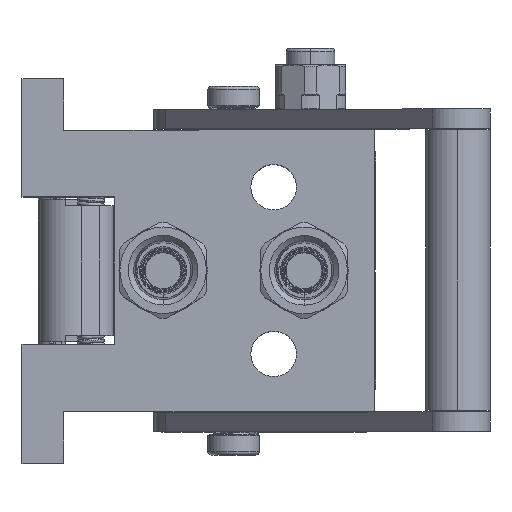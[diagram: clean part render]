
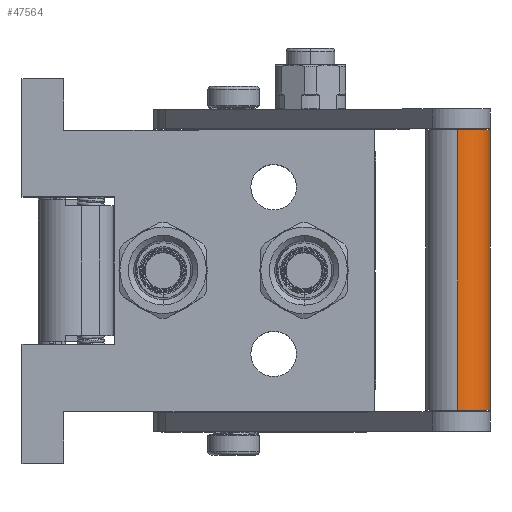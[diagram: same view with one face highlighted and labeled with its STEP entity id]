
A CAD part, top view. The second image highlights one B-rep face of the part: STEP entity #47564.
In plain terms, the highlighted cylindrical face has radius 10 mm (diameter 20 mm), a partial arc.
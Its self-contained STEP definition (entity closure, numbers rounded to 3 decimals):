
#523 = FACE_OUTER_BOUND ( 'NONE', #28667, .T. ) ;
#2640 = DIRECTION ( 'NONE',  ( 0., 0., -1. ) ) ;
#3381 = CARTESIAN_POINT ( 'NONE',  ( -87.5, 0., 0. ) ) ;
#5030 = AXIS2_PLACEMENT_3D ( 'NONE', #6527, #80496, #64512 ) ;
#6135 = DIRECTION ( 'NONE',  ( -1., 0., 0. ) ) ;
#6527 = CARTESIAN_POINT ( 'NONE',  ( 0., 0., 0. ) ) ;
#6759 = AXIS2_PLACEMENT_3D ( 'NONE', #3381, #28089, #2640 ) ;
#14047 = CIRCLE ( 'NONE', #5030, 10. ) ;
#17559 = EDGE_CURVE ( 'NONE', #28692, #44248, #38312, .T. ) ;
#20524 = CARTESIAN_POINT ( 'NONE',  ( 0., 0., -10. ) ) ;
#21429 = CARTESIAN_POINT ( 'NONE',  ( -96.825, 0., 0. ) ) ;
#25227 = VERTEX_POINT ( 'NONE', #20524 ) ;
#25437 = AXIS2_PLACEMENT_3D ( 'NONE', #21429, #6135, #104791 ) ;
#25888 = ORIENTED_EDGE ( 'NONE', *, *, #44781, .F. ) ;
#26446 = LINE ( 'NONE', #64245, #93818 ) ;
#28089 = DIRECTION ( 'NONE',  ( 1., 0., 0. ) ) ;
#28667 = EDGE_LOOP ( 'NONE', ( #93254, #72731, #25888, #41490 ) ) ;
#28692 = VERTEX_POINT ( 'NONE', #50835 ) ;
#31678 = LINE ( 'NONE', #74137, #95254 ) ;
#38312 = CIRCLE ( 'NONE', #6759, 10. ) ;
#40026 = EDGE_CURVE ( 'NONE', #25227, #28692, #31678, .T. ) ;
#41490 = ORIENTED_EDGE ( 'NONE', *, *, #40026, .T. ) ;
#44248 = VERTEX_POINT ( 'NONE', #97687 ) ;
#44781 = EDGE_CURVE ( 'NONE', #25227, #83116, #14047, .T. ) ;
#47564 = ADVANCED_FACE ( 'NONE', ( #523 ), #68010, .T. ) ;
#50835 = CARTESIAN_POINT ( 'NONE',  ( -87.5, 0., -10. ) ) ;
#62803 = DIRECTION ( 'NONE',  ( -1., 0., 0. ) ) ;
#64245 = CARTESIAN_POINT ( 'NONE',  ( 0., 0., 10. ) ) ;
#64512 = DIRECTION ( 'NONE',  ( 0., 0., -1. ) ) ;
#68010 = CYLINDRICAL_SURFACE ( 'NONE', #25437, 10. ) ;
#71428 = EDGE_CURVE ( 'NONE', #83116, #44248, #26446, .T. ) ;
#72731 = ORIENTED_EDGE ( 'NONE', *, *, #71428, .F. ) ;
#74137 = CARTESIAN_POINT ( 'NONE',  ( 0., 0., -10. ) ) ;
#80496 = DIRECTION ( 'NONE',  ( 1., 0., 0. ) ) ;
#81398 = DIRECTION ( 'NONE',  ( -1., 0., 0. ) ) ;
#83116 = VERTEX_POINT ( 'NONE', #101381 ) ;
#93254 = ORIENTED_EDGE ( 'NONE', *, *, #17559, .T. ) ;
#93818 = VECTOR ( 'NONE', #62803, 1000. ) ;
#95254 = VECTOR ( 'NONE', #81398, 1000. ) ;
#97687 = CARTESIAN_POINT ( 'NONE',  ( -87.5, 0., 10. ) ) ;
#101381 = CARTESIAN_POINT ( 'NONE',  ( 0., 0., 10. ) ) ;
#104791 = DIRECTION ( 'NONE',  ( 0., 0., 1. ) ) ;
